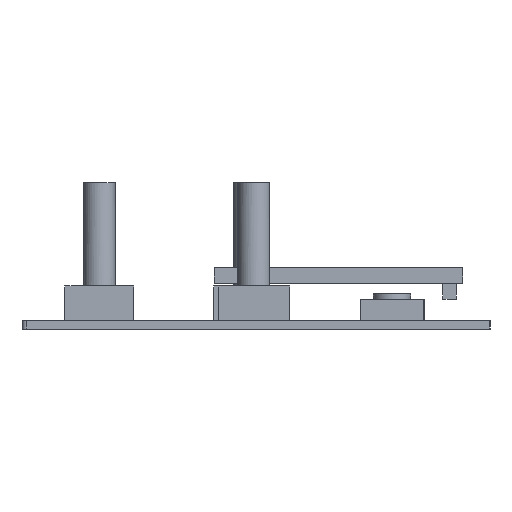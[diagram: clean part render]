
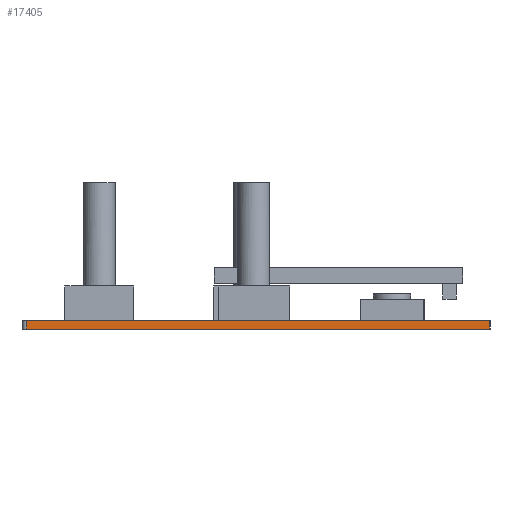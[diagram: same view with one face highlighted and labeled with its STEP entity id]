
A CAD part, left-side view. The second image highlights one B-rep face of the part: STEP entity #17405.
In plain terms, the highlighted planar face has unit normal (-1, 0, 0).
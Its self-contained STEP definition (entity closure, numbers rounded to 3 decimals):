
#2228 = PLANE('',#2229);
#2229 = AXIS2_PLACEMENT_3D('',#2230,#2231,#2232);
#2230 = CARTESIAN_POINT('',(167.833,-251.063,1.6));
#2231 = DIRECTION('',(-0.,-0.,-1.));
#2232 = DIRECTION('',(-1.,0.,0.));
#2282 = PLANE('',#2283);
#2283 = AXIS2_PLACEMENT_3D('',#2284,#2285,#2286);
#2284 = CARTESIAN_POINT('',(167.833,-251.063,0.));
#2285 = DIRECTION('',(-0.,-0.,-1.));
#2286 = DIRECTION('',(-1.,0.,0.));
#2315 = CYLINDRICAL_SURFACE('',#2316,0.8);
#2316 = AXIS2_PLACEMENT_3D('',#2317,#2318,#2319);
#2317 = CARTESIAN_POINT('',(78.1,-205.866,0.));
#2318 = DIRECTION('',(-0.,-0.,-1.));
#2319 = DIRECTION('',(1.,0.,-0.));
#2475 = VERTEX_POINT('',#2476);
#2476 = CARTESIAN_POINT('',(77.3,-293.6,0.));
#2490 = PLANE('',#2491);
#2491 = AXIS2_PLACEMENT_3D('',#2492,#2493,#2494);
#2492 = CARTESIAN_POINT('',(261.6,-293.6,0.));
#2493 = DIRECTION('',(0.,-1.,0.));
#2494 = DIRECTION('',(-1.,0.,0.));
#2502 = EDGE_CURVE('',#2475,#2503,#2505,.T.);
#2503 = VERTEX_POINT('',#2504);
#2504 = CARTESIAN_POINT('',(77.3,-205.866,0.));
#2505 = SURFACE_CURVE('',#2506,(#2510,#2517),.PCURVE_S1.);
#2506 = LINE('',#2507,#2508);
#2507 = CARTESIAN_POINT('',(77.3,-293.6,0.));
#2508 = VECTOR('',#2509,1.);
#2509 = DIRECTION('',(0.,1.,0.));
#2510 = PCURVE('',#2282,#2511);
#2511 = DEFINITIONAL_REPRESENTATION('',(#2512),#2516);
#2512 = LINE('',#2513,#2514);
#2513 = CARTESIAN_POINT('',(90.533,-42.537));
#2514 = VECTOR('',#2515,1.);
#2515 = DIRECTION('',(0.,1.));
#2516 = ( GEOMETRIC_REPRESENTATION_CONTEXT(2) 
PARAMETRIC_REPRESENTATION_CONTEXT() REPRESENTATION_CONTEXT('2D SPACE',''
  ) );
#2517 = PCURVE('',#2518,#2523);
#2518 = PLANE('',#2519);
#2519 = AXIS2_PLACEMENT_3D('',#2520,#2521,#2522);
#2520 = CARTESIAN_POINT('',(77.3,-293.6,0.));
#2521 = DIRECTION('',(-1.,0.,0.));
#2522 = DIRECTION('',(0.,1.,0.));
#2523 = DEFINITIONAL_REPRESENTATION('',(#2524),#2528);
#2524 = LINE('',#2525,#2526);
#2525 = CARTESIAN_POINT('',(0.,0.));
#2526 = VECTOR('',#2527,1.);
#2527 = DIRECTION('',(1.,0.));
#2528 = ( GEOMETRIC_REPRESENTATION_CONTEXT(2) 
PARAMETRIC_REPRESENTATION_CONTEXT() REPRESENTATION_CONTEXT('2D SPACE',''
  ) );
#10508 = VERTEX_POINT('',#10509);
#10509 = CARTESIAN_POINT('',(77.3,-293.6,1.6));
#10530 = EDGE_CURVE('',#10508,#10531,#10533,.T.);
#10531 = VERTEX_POINT('',#10532);
#10532 = CARTESIAN_POINT('',(77.3,-205.866,1.6));
#10533 = SURFACE_CURVE('',#10534,(#10538,#10545),.PCURVE_S1.);
#10534 = LINE('',#10535,#10536);
#10535 = CARTESIAN_POINT('',(77.3,-293.6,1.6));
#10536 = VECTOR('',#10537,1.);
#10537 = DIRECTION('',(0.,1.,0.));
#10538 = PCURVE('',#2228,#10539);
#10539 = DEFINITIONAL_REPRESENTATION('',(#10540),#10544);
#10540 = LINE('',#10541,#10542);
#10541 = CARTESIAN_POINT('',(90.533,-42.537));
#10542 = VECTOR('',#10543,1.);
#10543 = DIRECTION('',(0.,1.));
#10544 = ( GEOMETRIC_REPRESENTATION_CONTEXT(2) 
PARAMETRIC_REPRESENTATION_CONTEXT() REPRESENTATION_CONTEXT('2D SPACE',''
  ) );
#10545 = PCURVE('',#2518,#10546);
#10546 = DEFINITIONAL_REPRESENTATION('',(#10547),#10551);
#10547 = LINE('',#10548,#10549);
#10548 = CARTESIAN_POINT('',(0.,-1.6));
#10549 = VECTOR('',#10550,1.);
#10550 = DIRECTION('',(1.,0.));
#10551 = ( GEOMETRIC_REPRESENTATION_CONTEXT(2) 
PARAMETRIC_REPRESENTATION_CONTEXT() REPRESENTATION_CONTEXT('2D SPACE',''
  ) );
#17357 = EDGE_CURVE('',#2503,#10531,#17358,.T.);
#17358 = SURFACE_CURVE('',#17359,(#17363,#17370),.PCURVE_S1.);
#17359 = LINE('',#17360,#17361);
#17360 = CARTESIAN_POINT('',(77.3,-205.866,0.));
#17361 = VECTOR('',#17362,1.);
#17362 = DIRECTION('',(0.,0.,1.));
#17363 = PCURVE('',#2315,#17364);
#17364 = DEFINITIONAL_REPRESENTATION('',(#17365),#17369);
#17365 = LINE('',#17366,#17367);
#17366 = CARTESIAN_POINT('',(-3.141,0.));
#17367 = VECTOR('',#17368,1.);
#17368 = DIRECTION('',(-0.,-1.));
#17369 = ( GEOMETRIC_REPRESENTATION_CONTEXT(2) 
PARAMETRIC_REPRESENTATION_CONTEXT() REPRESENTATION_CONTEXT('2D SPACE',''
  ) );
#17370 = PCURVE('',#2518,#17371);
#17371 = DEFINITIONAL_REPRESENTATION('',(#17372),#17376);
#17372 = LINE('',#17373,#17374);
#17373 = CARTESIAN_POINT('',(87.734,0.));
#17374 = VECTOR('',#17375,1.);
#17375 = DIRECTION('',(0.,-1.));
#17376 = ( GEOMETRIC_REPRESENTATION_CONTEXT(2) 
PARAMETRIC_REPRESENTATION_CONTEXT() REPRESENTATION_CONTEXT('2D SPACE',''
  ) );
#17405 = ADVANCED_FACE('',(#17406),#2518,.T.);
#17406 = FACE_BOUND('',#17407,.T.);
#17407 = EDGE_LOOP('',(#17408,#17429,#17430,#17431));
#17408 = ORIENTED_EDGE('',*,*,#17409,.T.);
#17409 = EDGE_CURVE('',#2475,#10508,#17410,.T.);
#17410 = SURFACE_CURVE('',#17411,(#17415,#17422),.PCURVE_S1.);
#17411 = LINE('',#17412,#17413);
#17412 = CARTESIAN_POINT('',(77.3,-293.6,0.));
#17413 = VECTOR('',#17414,1.);
#17414 = DIRECTION('',(0.,0.,1.));
#17415 = PCURVE('',#2518,#17416);
#17416 = DEFINITIONAL_REPRESENTATION('',(#17417),#17421);
#17417 = LINE('',#17418,#17419);
#17418 = CARTESIAN_POINT('',(0.,0.));
#17419 = VECTOR('',#17420,1.);
#17420 = DIRECTION('',(0.,-1.));
#17421 = ( GEOMETRIC_REPRESENTATION_CONTEXT(2) 
PARAMETRIC_REPRESENTATION_CONTEXT() REPRESENTATION_CONTEXT('2D SPACE',''
  ) );
#17422 = PCURVE('',#2490,#17423);
#17423 = DEFINITIONAL_REPRESENTATION('',(#17424),#17428);
#17424 = LINE('',#17425,#17426);
#17425 = CARTESIAN_POINT('',(184.3,0.));
#17426 = VECTOR('',#17427,1.);
#17427 = DIRECTION('',(0.,-1.));
#17428 = ( GEOMETRIC_REPRESENTATION_CONTEXT(2) 
PARAMETRIC_REPRESENTATION_CONTEXT() REPRESENTATION_CONTEXT('2D SPACE',''
  ) );
#17429 = ORIENTED_EDGE('',*,*,#10530,.T.);
#17430 = ORIENTED_EDGE('',*,*,#17357,.F.);
#17431 = ORIENTED_EDGE('',*,*,#2502,.F.);
